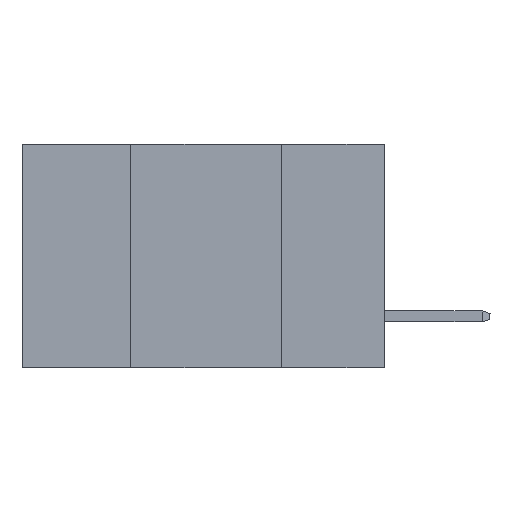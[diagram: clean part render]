
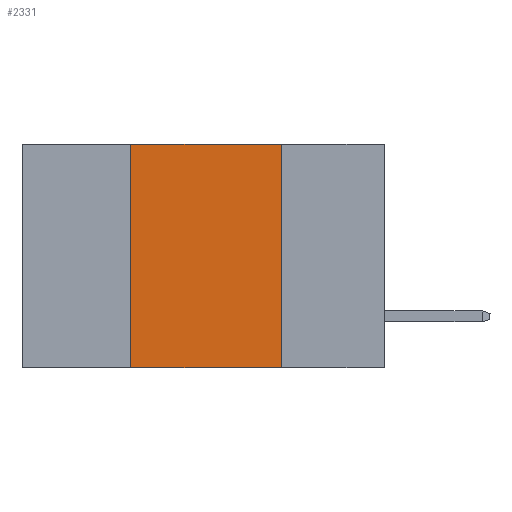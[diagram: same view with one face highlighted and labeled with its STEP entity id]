
A CAD part, left-side view. The second image highlights one B-rep face of the part: STEP entity #2331.
In plain terms, the highlighted planar face has unit normal (-1, 0, 0).
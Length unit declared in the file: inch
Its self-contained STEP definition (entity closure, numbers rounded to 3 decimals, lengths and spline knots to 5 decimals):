
#46 = VERTEX_POINT ( 'NONE', #5184 ) ;
#254 = ORIENTED_EDGE ( 'NONE', *, *, #301, .F. ) ;
#301 = EDGE_CURVE ( 'NONE', #10270, #3031, #798, .T. ) ;
#593 = DIRECTION ( 'NONE',  ( 0., -1., 0. ) ) ;
#620 = ORIENTED_EDGE ( 'NONE', *, *, #1944, .F. ) ;
#660 = CARTESIAN_POINT ( 'NONE',  ( 0., 0.6, 0. ) ) ;
#773 = PLANE ( 'NONE',  #8773 ) ;
#798 = LINE ( 'NONE', #5708, #9302 ) ;
#892 = FACE_OUTER_BOUND ( 'NONE', #9590, .T. ) ;
#1507 = LINE ( 'NONE', #6952, #5096 ) ;
#1944 = EDGE_CURVE ( 'NONE', #4575, #46, #10823, .T. ) ;
#2331 = ADVANCED_FACE ( 'NONE', ( #892 ), #773, .F. ) ;
#3031 = VERTEX_POINT ( 'NONE', #6955 ) ;
#3486 = DIRECTION ( 'NONE',  ( 0., 0., -1. ) ) ;
#3757 = DIRECTION ( 'NONE',  ( 0., 0., -1. ) ) ;
#3907 = CARTESIAN_POINT ( 'NONE',  ( 0., 0.6, 0. ) ) ;
#4539 = EDGE_CURVE ( 'NONE', #46, #10270, #8575, .T. ) ;
#4575 = VERTEX_POINT ( 'NONE', #10428 ) ;
#5096 = VECTOR ( 'NONE', #593, 39.37008 ) ;
#5184 = CARTESIAN_POINT ( 'NONE',  ( 0., 0.42, 0. ) ) ;
#5396 = DIRECTION ( 'NONE',  ( 0., 0., 1. ) ) ;
#5533 = VECTOR ( 'NONE', #11094, 39.37008 ) ;
#5708 = CARTESIAN_POINT ( 'NONE',  ( 0., 0.17, -0.37 ) ) ;
#6835 = VECTOR ( 'NONE', #5396, 39.37008 ) ;
#6952 = CARTESIAN_POINT ( 'NONE',  ( 0., 0.6, -0.37 ) ) ;
#6955 = CARTESIAN_POINT ( 'NONE',  ( 0., 0.17, -0.37 ) ) ;
#8051 = DIRECTION ( 'NONE',  ( 1., 0., 0. ) ) ;
#8575 = LINE ( 'NONE', #3907, #5533 ) ;
#8773 = AXIS2_PLACEMENT_3D ( 'NONE', #660, #8051, #3486 ) ;
#9143 = CARTESIAN_POINT ( 'NONE',  ( 0., 0.42, -0.37 ) ) ;
#9302 = VECTOR ( 'NONE', #3757, 39.37008 ) ;
#9395 = ORIENTED_EDGE ( 'NONE', *, *, #4539, .F. ) ;
#9590 = EDGE_LOOP ( 'NONE', ( #254, #9395, #620, #10456 ) ) ;
#9948 = CARTESIAN_POINT ( 'NONE',  ( 0., 0.17, 0. ) ) ;
#10270 = VERTEX_POINT ( 'NONE', #9948 ) ;
#10428 = CARTESIAN_POINT ( 'NONE',  ( 0., 0.42, -0.37 ) ) ;
#10456 = ORIENTED_EDGE ( 'NONE', *, *, #11916, .T. ) ;
#10823 = LINE ( 'NONE', #9143, #6835 ) ;
#11094 = DIRECTION ( 'NONE',  ( 0., -1., 0. ) ) ;
#11916 = EDGE_CURVE ( 'NONE', #4575, #3031, #1507, .T. ) ;
